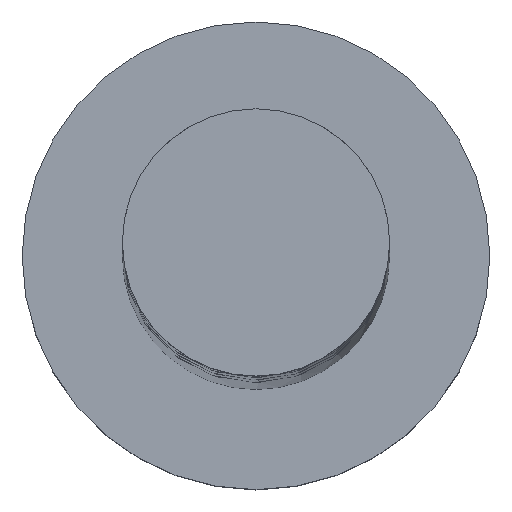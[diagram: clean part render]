
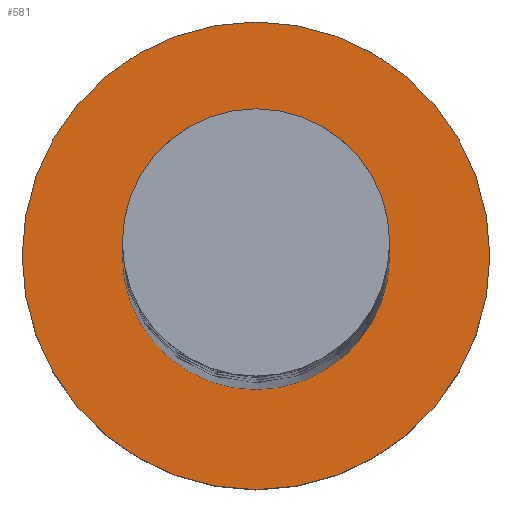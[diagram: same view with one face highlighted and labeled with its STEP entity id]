
A CAD part, top view. The second image highlights one B-rep face of the part: STEP entity #581.
In plain terms, the highlighted planar face has unit normal (0, 0, 1).
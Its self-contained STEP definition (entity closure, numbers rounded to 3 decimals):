
#1 = ORIENTED_EDGE ( 'NONE', *, *, #1136, .T. ) ;
#2 = DIRECTION ( 'NONE',  ( 0., 0., 1. ) ) ;
#22 = EDGE_LOOP ( 'NONE', ( #178, #338 ) ) ;
#26 = DIRECTION ( 'NONE',  ( 0., 0., 1. ) ) ;
#27 = CIRCLE ( 'NONE', #1086, 4. ) ;
#72 = DIRECTION ( 'NONE',  ( 1., 0., 0. ) ) ;
#89 = DIRECTION ( 'NONE',  ( 0., 0., 1. ) ) ;
#93 = CARTESIAN_POINT ( 'NONE',  ( 7., 0., 5. ) ) ;
#139 = AXIS2_PLACEMENT_3D ( 'NONE', #1825, #2, #268 ) ;
#178 = ORIENTED_EDGE ( 'NONE', *, *, #412, .F. ) ;
#186 = EDGE_CURVE ( 'NONE', #1431, #768, #833, .T. ) ;
#200 = DIRECTION ( 'NONE',  ( 1., 0., 0. ) ) ;
#268 = DIRECTION ( 'NONE',  ( 1., 0., 0. ) ) ;
#338 = ORIENTED_EDGE ( 'NONE', *, *, #186, .F. ) ;
#360 = AXIS2_PLACEMENT_3D ( 'NONE', #374, #89, #200 ) ;
#374 = CARTESIAN_POINT ( 'NONE',  ( 0., 0., 5. ) ) ;
#391 = FACE_OUTER_BOUND ( 'NONE', #494, .T. ) ;
#412 = EDGE_CURVE ( 'NONE', #768, #1431, #27, .T. ) ;
#472 = DIRECTION ( 'NONE',  ( 1., 0., 0. ) ) ;
#494 = EDGE_LOOP ( 'NONE', ( #1740, #1 ) ) ;
#581 = ADVANCED_FACE ( 'NONE', ( #1802, #391 ), #1628, .T. ) ;
#693 = CARTESIAN_POINT ( 'NONE',  ( 4., 0., 5. ) ) ;
#768 = VERTEX_POINT ( 'NONE', #1243 ) ;
#833 = CIRCLE ( 'NONE', #1087, 4. ) ;
#849 = EDGE_CURVE ( 'NONE', #1296, #1786, #1110, .T. ) ;
#871 = DIRECTION ( 'NONE',  ( 1., 0., 0. ) ) ;
#999 = DIRECTION ( 'NONE',  ( 0., 0., 1. ) ) ;
#1086 = AXIS2_PLACEMENT_3D ( 'NONE', #1318, #26, #472 ) ;
#1087 = AXIS2_PLACEMENT_3D ( 'NONE', #1301, #999, #871 ) ;
#1110 = CIRCLE ( 'NONE', #139, 7. ) ;
#1136 = EDGE_CURVE ( 'NONE', #1786, #1296, #1491, .T. ) ;
#1243 = CARTESIAN_POINT ( 'NONE',  ( -4., 0., 5. ) ) ;
#1296 = VERTEX_POINT ( 'NONE', #1529 ) ;
#1301 = CARTESIAN_POINT ( 'NONE',  ( 0., 0., 5. ) ) ;
#1318 = CARTESIAN_POINT ( 'NONE',  ( 0., 0., 5. ) ) ;
#1431 = VERTEX_POINT ( 'NONE', #693 ) ;
#1491 = CIRCLE ( 'NONE', #360, 7. ) ;
#1523 = CARTESIAN_POINT ( 'NONE',  ( 0., 0., 5. ) ) ;
#1529 = CARTESIAN_POINT ( 'NONE',  ( -7., 0., 5. ) ) ;
#1628 = PLANE ( 'NONE',  #1749 ) ;
#1740 = ORIENTED_EDGE ( 'NONE', *, *, #849, .T. ) ;
#1749 = AXIS2_PLACEMENT_3D ( 'NONE', #1523, #1768, #72 ) ;
#1768 = DIRECTION ( 'NONE',  ( 0., 0., 1. ) ) ;
#1786 = VERTEX_POINT ( 'NONE', #93 ) ;
#1802 = FACE_BOUND ( 'NONE', #22, .T. ) ;
#1825 = CARTESIAN_POINT ( 'NONE',  ( 0., 0., 5. ) ) ;
